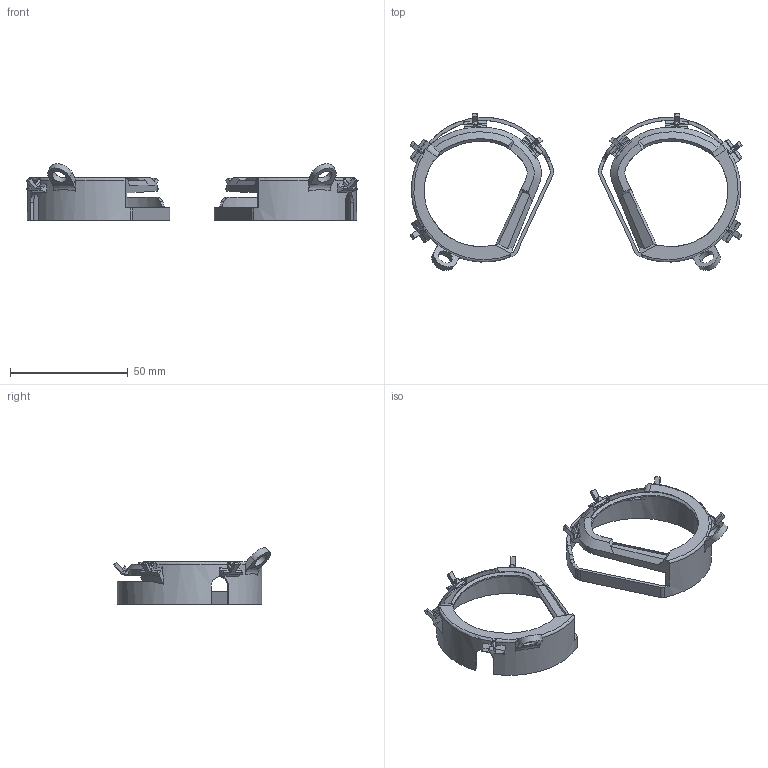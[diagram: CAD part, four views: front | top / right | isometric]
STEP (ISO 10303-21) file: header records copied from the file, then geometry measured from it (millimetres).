
FILE_DESCRIPTION(/* description */ (''),/* implementation_level */ '2;1');
FILE_NAME(/* name */ 'MUTE VROptician Gen 3 Mounts for Prohurtz V2 IR LED''s.step',/* time_stamp */ '2023-08-25T20:31:50+02:00',/* author */ (''),/* organization */ (''),/* preprocessor_version */ 'ST-DEVELOPER v20',/* originating_system */ 'Autodesk Translation Framework v12.9.0.99',/* authorisation */ '');
FILE_SCHEMA (('AUTOMOTIVE_DESIGN { 1 0 10303 214 3 1 1 }'));
Length unit declared in the file: millimetre
Products named in the file (1): iNDEX lENSE V2
Bounding box: 140.92 x 66.7 x 24.08 mm (x, y, z)
Volume: 12557.1 mm3; surface area: 15180.4 mm2
Topology: 2 solids, 2 shells, 380 faces, 1163 edges, 776 vertices
Faces by surface type: plane 228, cylinder 74, bspline 74, torus 4
Full cylindrical faces by diameter (mm): 6.5 x2
Entity records: 21480 total; most frequent: CARTESIAN_POINT 11810, ORIENTED_EDGE 2312, DIRECTION 1589, EDGE_CURVE 1156, VERTEX_POINT 774, LINE 611, VECTOR 611, AXIS2_PLACEMENT_3D 489
